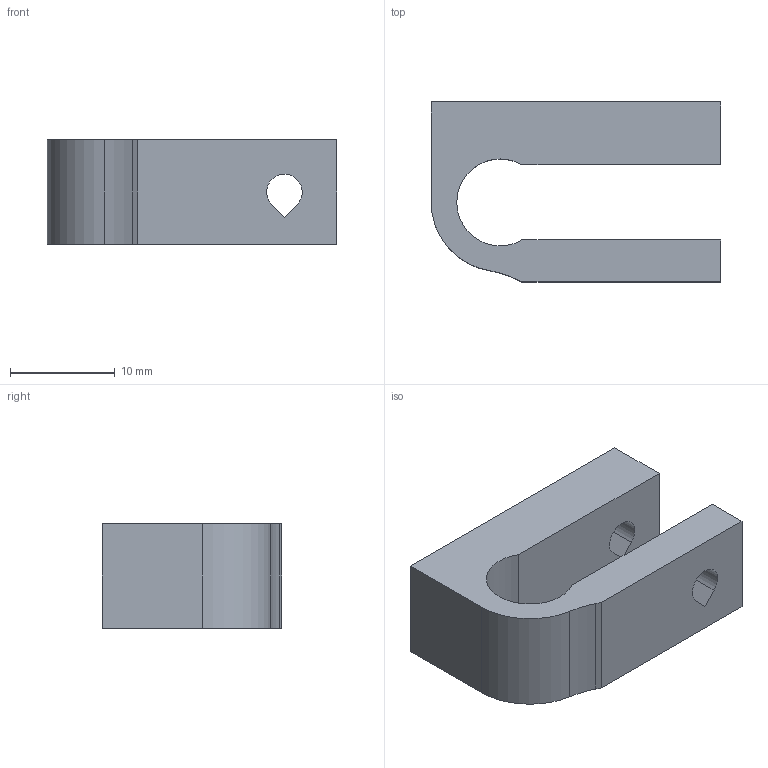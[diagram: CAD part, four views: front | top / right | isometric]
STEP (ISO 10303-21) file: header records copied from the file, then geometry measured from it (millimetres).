
FILE_DESCRIPTION( ( 'Unknown' ), '1' );
FILE_NAME( 'PCB-clamp.stp', 'Unknown', ( 'Ed Sells' ), ( 'University of Bath' ), 'XStep 1.0', 'Solid Edge v19', ' ' );
FILE_SCHEMA( ( 'CONFIG_CONTROL_DESIGN' ) );
Length unit declared in the file: millimetre
Products named in the file (1): 1
Bounding box: 27.67 x 17.19 x 10 mm (x, y, z)
Volume: 2686.7 mm3; surface area: 1970.6 mm2
Topology: 1 solids, 1 shells, 20 faces, 54 edges, 36 vertices
Faces by surface type: plane 14, cylinder 5, cone 1
Entity records: 683 total; most frequent: CARTESIAN_POINT 117, ORIENTED_EDGE 108, DIRECTION 105, EDGE_CURVE 54, LINE 41, VECTOR 41, VERTEX_POINT 36, AXIS2_PLACEMENT_3D 32
